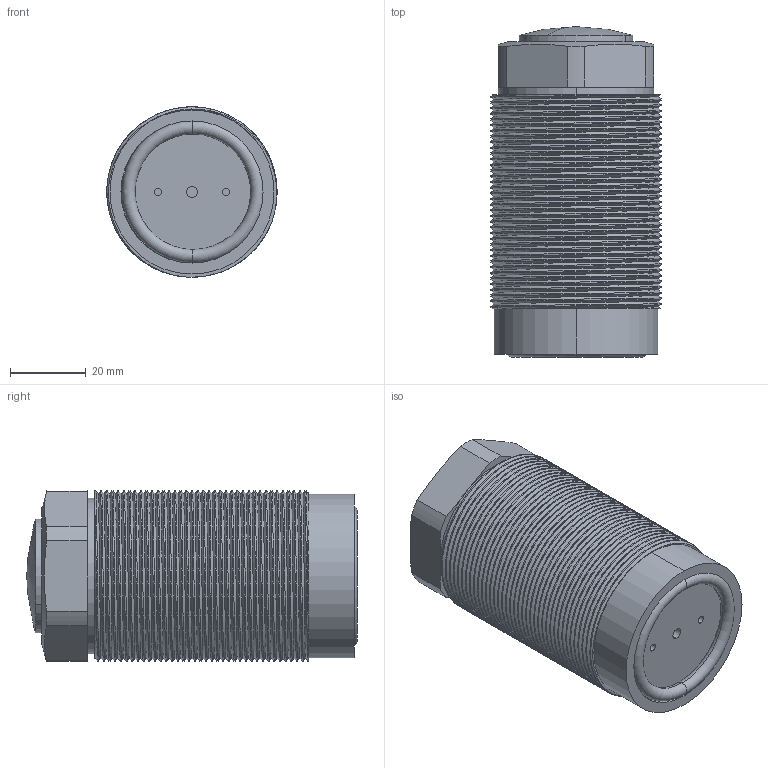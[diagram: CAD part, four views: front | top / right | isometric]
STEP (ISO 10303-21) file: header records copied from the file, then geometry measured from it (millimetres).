
FILE_DESCRIPTION (( 'STEP AP214' ), '1' );
FILE_NAME ('CTC-K045RL.STEP', '2018-10-31T07:30:24', ( '' ), ( '' ), 'SwSTEP 2.0', 'SolidWorks 2016', '' );
FILE_SCHEMA (( 'AUTOMOTIVE_DESIGN' ));
Length unit declared in the file: millimetre
Products named in the file (4): CTC-K045(O); CTC-K045RL(HSG); CTC-K045RL(BT); CTC-K045RL
Assembly tree (3 placements, depth 2):
  CTC-K045RL
    CTC-K045RL(BT)
    CTC-K045RL(HSG)
    CTC-K045(O)
Bounding box: 45 x 87.25 x 45 mm (x, y, z)
Volume: 102988.8 mm3; surface area: 40506.3 mm2
Topology: 3 solids, 3 shells, 139 faces, 377 edges, 248 vertices
Faces by surface type: cylinder 106, plane 23, torus 4, cone 2, bspline 2, sphere 2
Entity records: 9188 total; most frequent: CARTESIAN_POINT 5924, ORIENTED_EDGE 754, DIRECTION 582, EDGE_CURVE 377, VERTEX_POINT 248, AXIS2_PLACEMENT_3D 227, EDGE_LOOP 151, FACE_OUTER_BOUND 139
